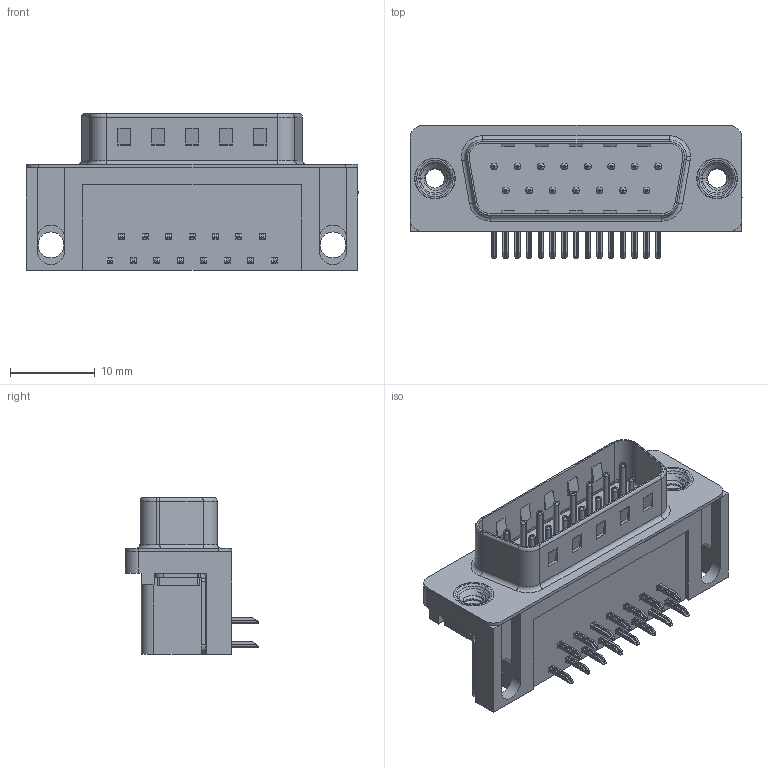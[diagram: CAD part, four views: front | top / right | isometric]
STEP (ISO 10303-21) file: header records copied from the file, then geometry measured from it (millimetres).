
FILE_DESCRIPTION (( 'STEP AP203' ), '1' );
FILE_NAME ('MHDR-15MNS-C1.STEP', '2025-11-26T16:51:49', ( '' ), ( '' ), 'SwSTEP 2.0', 'SolidWorks 2023', '' );
FILE_SCHEMA (( 'CONFIG_CONTROL_DESIGN' ));
Length unit declared in the file: millimetre
Products named in the file (7): MHDR Thru Hole Board Mount; MHDR Shell_15 Socket; MHDR-15MNS-C1; MHDR Contact Bottom; MHDR Housing_15 Socket; MHDR 4-40 Threaded Rivet; MHDR Contact Top
Assembly tree (21 placements, depth 2):
  MHDR-15MNS-C1
    MHDR Housing_15 Socket
    MHDR Shell_15 Socket
    MHDR Contact Bottom  x7
    MHDR Contact Top  x8
    MHDR Thru Hole Board Mount  x2
    MHDR 4-40 Threaded Rivet  x2
Bounding box: 39.22 x 15.73 x 18.5 mm (x, y, z)
Volume: 4445.9 mm3; surface area: 5668.5 mm2
Topology: 21 solids, 21 shells, 1475 faces, 3673 edges, 2277 vertices
Faces by surface type: plane 891, cylinder 445, torus 121, cone 12, bspline 6
Entity records: 18918 total; most frequent: CARTESIAN_POINT 4573, DIRECTION 2806, ORIENTED_EDGE 2698, EDGE_CURVE 1349, AXIS2_PLACEMENT_3D 944, LINE 918, VECTOR 918, VERTEX_POINT 861
